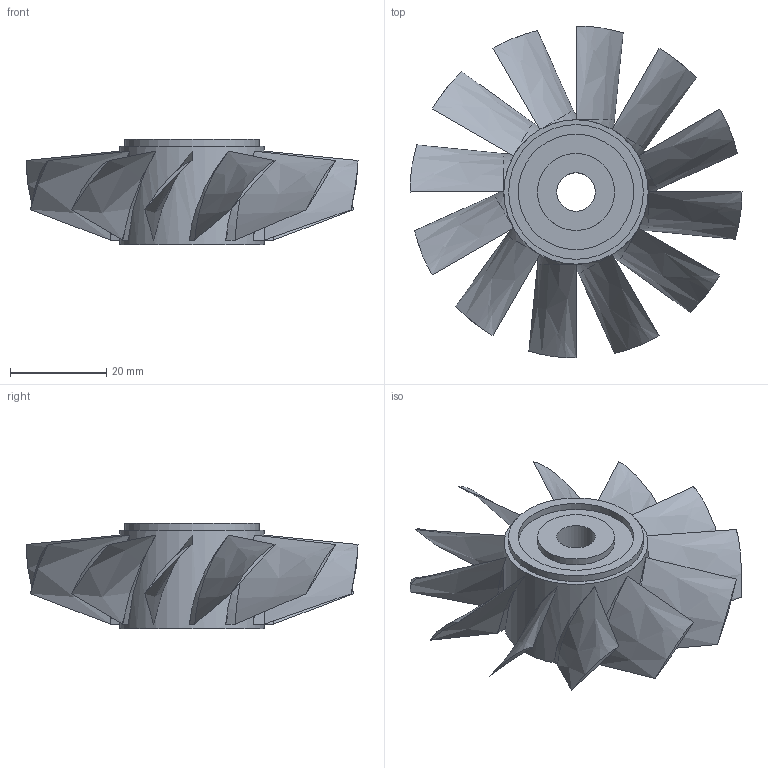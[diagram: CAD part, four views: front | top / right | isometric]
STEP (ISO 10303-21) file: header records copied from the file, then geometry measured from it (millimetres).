
FILE_DESCRIPTION(('STEP AP214'), '1');
FILE_NAME('署囹赅', '', ('UNSPECIFIED'), ('UNSPECIFIED'), 'ASCON STEP Converter 1.6', 'ASCON Math Kernel', '');
FILE_SCHEMA(('AUTOMOTIVE_DESIGN { 1 0 10303 214 3 1 1}'));
Length unit declared in the file: millimetre
Products named in the file (1): 署囹赅
Bounding box: 69 x 69 x 22 mm (x, y, z)
Volume: 8599.6 mm3; surface area: 16956.3 mm2
Topology: 2 solids, 2 shells, 133 faces, 274 edges, 170 vertices
Faces by surface type: plane 66, bspline 36, cylinder 30, torus 1
Full cylindrical faces by diameter (mm): 8 x1, 16 x1, 24 x1, 28 x1, 30 x1
Entity records: 6315 total; most frequent: CARTESIAN_POINT 2763, ORIENTED_EDGE 532, DIRECTION 352, EDGE_CURVE 266, VERTEX_POINT 170, EDGE_LOOP 168, FACE_BOUND 156, COLOUR_RGB 135
